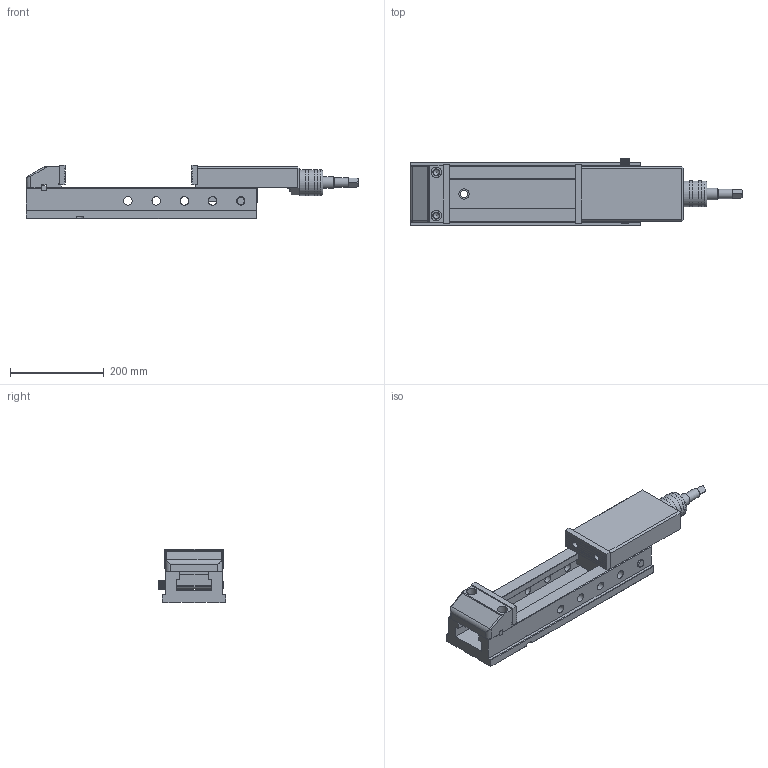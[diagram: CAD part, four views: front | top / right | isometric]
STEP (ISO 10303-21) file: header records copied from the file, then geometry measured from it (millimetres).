
FILE_DESCRIPTION(/* description */ (''),/* implementation_level */ '2;1');
FILE_NAME(/* name */ '31_125L_Mordaza.stp',/* time_stamp */ '2013-07-29T12:37:23+02:00',/* author */ (''),/* organization */ (''),/* preprocessor_version */ 'ST-DEVELOPER v11',/* originating_system */ 'SIEMENS PLM Software NX 7.5',/* authorisation */ '');
FILE_SCHEMA (('AUTOMOTIVE_DESIGN { 1 0 10303 214 1 1 1 1 }'));
Length unit declared in the file: millimetre
Products named in the file (1): 31_125L_Mordaza
Bounding box: 706.5 x 143.5 x 114 mm (x, y, z)
Volume: 4207391 mm3; surface area: 607204.8 mm2
Topology: 18 solids, 18 shells, 549 faces, 1466 edges, 977 vertices
Faces by surface type: plane 352, cylinder 113, cone 41, bspline 29, extrusion 8, torus 6
Full cylindrical faces by diameter (mm): 3.432 x2, 4 x2, 4.351 x1, 4.5 x2, 5.188 x4, 6 x1, 6.985 x6, 8.5 x2, 9 x4, 10 x4, 12.376 x4, 14 x6, 15 x6, 16.4 x1, 17.25 x1, 18 x11, 18.5 x1, 19 x1, 20 x5, 22 x7, 23 x1, 23.9 x1, 25 x3, 25.1 x2, 26.2 x1, 34 x2, 35.9 x1, 36 x1, 37 x1, 39 x2
Entity records: 20593 total; most frequent: CARTESIAN_POINT 4139, DIRECTION 2490, ORIENTED_EDGE 2338, EDGE_CURVE 1169, VERTEX_POINT 895, AXIS2_PLACEMENT_3D 870, EDGE_LOOP 820, VECTOR 750
